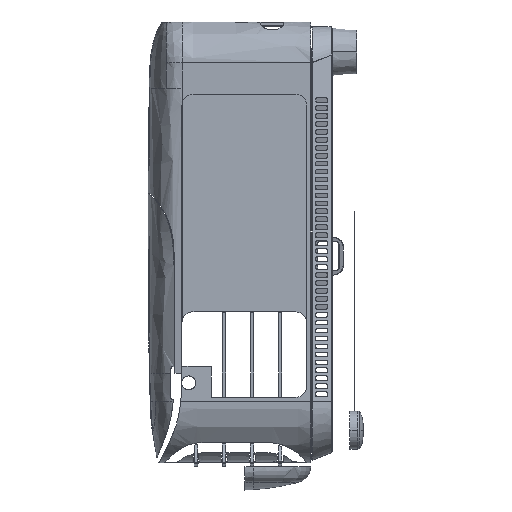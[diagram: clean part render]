
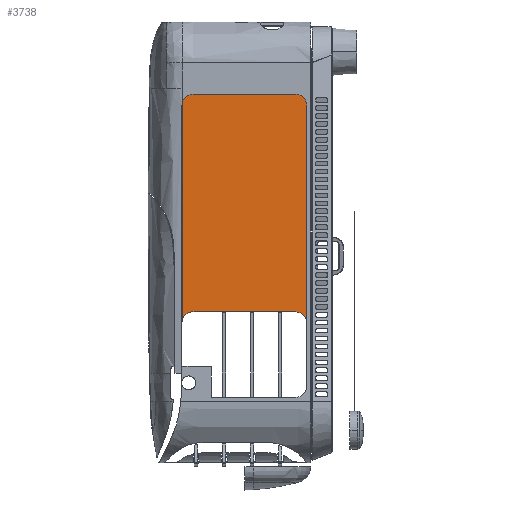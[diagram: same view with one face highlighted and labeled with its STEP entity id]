
A CAD part, left-side view. The second image highlights one B-rep face of the part: STEP entity #3738.
In plain terms, the highlighted planar face has unit normal (1, 0, 0).
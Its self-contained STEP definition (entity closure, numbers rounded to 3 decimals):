
#1800=CARTESIAN_POINT('',(210.,27.1,-28.782));
#1838=CARTESIAN_POINT('',(210.,27.1,88.47));
#1839=CARTESIAN_POINT('',(210.,27.1,49.386));
#1840=CARTESIAN_POINT('',(210.,27.1,10.302));
#1841=CARTESIAN_POINT('',(210.,27.1,-28.782));
#1843=CARTESIAN_POINT('',(210.,27.1,-28.782));
#1844=CARTESIAN_POINT('',(210.,27.022,-28.157));
#1845=CARTESIAN_POINT('',(210.,26.708,-27.028));
#1846=CARTESIAN_POINT('',(210.,25.86,-25.764));
#1847=CARTESIAN_POINT('',(210.,24.665,-24.685));
#1848=CARTESIAN_POINT('',(210.,23.286,-24.032));
#1849=CARTESIAN_POINT('',(210.,22.177,-23.854));
#1850=CARTESIAN_POINT('',(210.,21.58,-23.844));
#1852=DIRECTION('',(0.,-1.,0.));
#1853=VECTOR('',#1852,51.659);
#1854=CARTESIAN_POINT('',(210.,21.58,-23.844));
#1855=LINE('',#1854,#1853);
#1856=CARTESIAN_POINT('',(210.,-30.079,-23.844));
#1857=CARTESIAN_POINT('',(210.,-30.447,-23.852));
#1858=CARTESIAN_POINT('',(210.,-31.128,-23.921));
#1859=CARTESIAN_POINT('',(210.,-31.954,-24.148));
#1860=CARTESIAN_POINT('',(210.,-32.689,-24.463));
#1861=CARTESIAN_POINT('',(210.,-33.38,-24.905));
#1862=CARTESIAN_POINT('',(210.,-34.02,-25.471));
#1863=CARTESIAN_POINT('',(210.,-34.579,-26.103));
#1864=CARTESIAN_POINT('',(210.,-35.016,-26.782));
#1865=CARTESIAN_POINT('',(210.,-35.327,-27.514));
#1866=CARTESIAN_POINT('',(210.,-35.551,-28.341));
#1867=CARTESIAN_POINT('',(210.,-35.622,-29.028));
#1868=CARTESIAN_POINT('',(210.,-35.636,-29.4));
#1870=DIRECTION('',(0.,0.,-1.));
#1871=VECTOR('',#1870,39.4);
#1872=CARTESIAN_POINT('',(210.,-35.636,-29.4));
#1873=LINE('',#1872,#1871);
#1874=DIRECTION('',(0.,0.,1.));
#1875=VECTOR('',#1874,170.3);
#1876=CARTESIAN_POINT('',(210.,-37.736,-68.8));
#1877=LINE('',#1876,#1875);
#1953=DIRECTION('',(0.,1.,0.));
#1954=VECTOR('',#1953,2.1);
#1955=CARTESIAN_POINT('',(210.,-37.736,-68.8));
#1956=LINE('',#1955,#1954);
#3020=CARTESIAN_POINT('',(210.,27.1,101.5));
#3065=CARTESIAN_POINT('',(210.,27.1,88.47));
#3066=CARTESIAN_POINT('',(210.,27.1,89.971));
#3067=CARTESIAN_POINT('',(210.,27.1,92.937));
#3068=CARTESIAN_POINT('',(210.,27.1,97.281));
#3069=CARTESIAN_POINT('',(210.,27.1,100.105));
#3070=CARTESIAN_POINT('',(210.,27.1,101.5));
#3127=DIRECTION('',(0.,-1.,0.));
#3128=VECTOR('',#3127,64.836);
#3129=CARTESIAN_POINT('',(210.,27.1,101.5));
#3130=LINE('',#3129,#3128);
#3313=VERTEX_POINT('',#1800);
#3314=VERTEX_POINT('',#1838);
#3375=VERTEX_POINT('',#3020);
#3376=CARTESIAN_POINT('',(210.,-37.736,101.5));
#3377=VERTEX_POINT('',#3376);
#3400=VERTEX_POINT('',#1850);
#3401=CARTESIAN_POINT('',(210.,-30.079,-23.844));
#3402=VERTEX_POINT('',#3401);
#3403=VERTEX_POINT('',#1868);
#3404=CARTESIAN_POINT('',(210.,-35.636,-68.8));
#3405=VERTEX_POINT('',#3404);
#3406=CARTESIAN_POINT('',(210.,-37.736,-68.8));
#3407=VERTEX_POINT('',#3406);
#3714=CARTESIAN_POINT('',(210.,-56.,-68.8));
#3715=DIRECTION('',(-1.,0.,0.));
#3716=DIRECTION('',(0.,0.,1.));
#3717=AXIS2_PLACEMENT_3D('',#3714,#3715,#3716);
#3718=PLANE('',#3717);
#3719=ORIENTED_EDGE('',*,*,#3702,.T.);
#3721=ORIENTED_EDGE('',*,*,#3720,.T.);
#3723=ORIENTED_EDGE('',*,*,#3722,.T.);
#3725=ORIENTED_EDGE('',*,*,#3724,.T.);
#3727=ORIENTED_EDGE('',*,*,#3726,.T.);
#3729=ORIENTED_EDGE('',*,*,#3728,.F.);
#3731=ORIENTED_EDGE('',*,*,#3730,.T.);
#3733=ORIENTED_EDGE('',*,*,#3732,.F.);
#3735=ORIENTED_EDGE('',*,*,#3734,.F.);
#3736=EDGE_LOOP('',(#3719,#3721,#3723,#3725,#3727,#3729,#3731,#3733,#3735));
#3737=FACE_OUTER_BOUND('',#3736,.F.);
#1842=B_SPLINE_CURVE_WITH_KNOTS('',3,(#1838,#1839,#1840,#1841),.UNSPECIFIED.,
.F.,.F.,(4,4),(0.,1.),.UNSPECIFIED.);
#1851=B_SPLINE_CURVE_WITH_KNOTS('',3,(#1843,#1844,#1845,#1846,#1847,#1848,#1849,
#1850),.UNSPECIFIED.,.F.,.F.,(4,1,1,1,1,4),(0.,0.2,0.4,0.6,0.8,1.),
.UNSPECIFIED.);
#1869=B_SPLINE_CURVE_WITH_KNOTS('',3,(#1856,#1857,#1858,#1859,#1860,#1861,#1862,
#1863,#1864,#1865,#1866,#1867,#1868),.UNSPECIFIED.,.F.,.F.,(4,1,1,1,1,1,1,1,1,1,
4),(0.,0.1,0.2,0.3,0.4,0.5,0.6,0.7,0.8,0.9,1.),
.UNSPECIFIED.);
#3071=B_SPLINE_CURVE_WITH_KNOTS('',3,(#3065,#3066,#3067,#3068,#3069,#3070),
.UNSPECIFIED.,.F.,.F.,(4,1,1,4),(0.,0.333,0.667,1.),
.UNSPECIFIED.);
#3702=EDGE_CURVE('',#3314,#3313,#1842,.T.);
#3720=EDGE_CURVE('',#3313,#3400,#1851,.T.);
#3722=EDGE_CURVE('',#3400,#3402,#1855,.T.);
#3724=EDGE_CURVE('',#3402,#3403,#1869,.T.);
#3726=EDGE_CURVE('',#3403,#3405,#1873,.T.);
#3728=EDGE_CURVE('',#3407,#3405,#1956,.T.);
#3730=EDGE_CURVE('',#3407,#3377,#1877,.T.);
#3732=EDGE_CURVE('',#3375,#3377,#3130,.T.);
#3734=EDGE_CURVE('',#3314,#3375,#3071,.T.);
#3738=ADVANCED_FACE('',(#3737),#3718,.F.);
